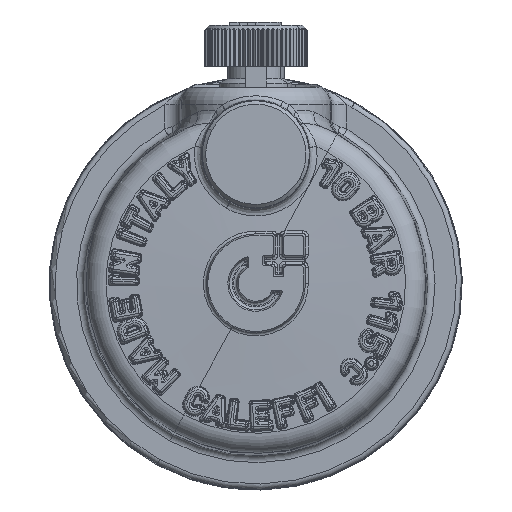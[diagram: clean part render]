
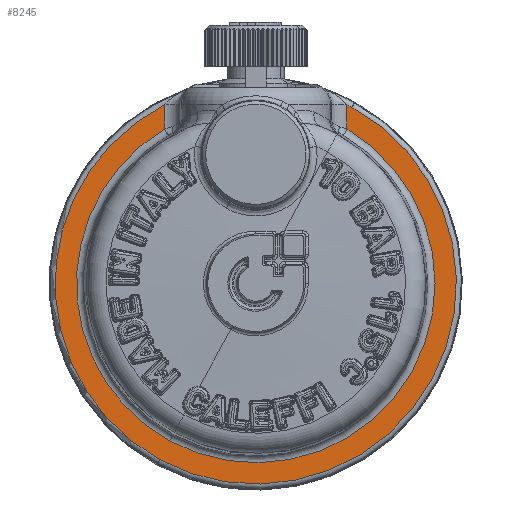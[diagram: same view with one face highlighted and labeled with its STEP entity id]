
A CAD part, front view. The second image highlights one B-rep face of the part: STEP entity #8245.
In plain terms, the highlighted planar face has unit normal (0, -1, 0).
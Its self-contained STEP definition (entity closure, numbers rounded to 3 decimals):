
#7222=CARTESIAN_POINT('Vertex',(-9.308,-0.5,-17.038)) ;
#7225=CARTESIAN_POINT('Axis2P3D Location',(0.,-0.5,0.)) ;
#7229=CARTESIAN_POINT('Vertex',(-8.824,-0.5,17.294)) ;
#7254=CARTESIAN_POINT('Vertex',(9.308,-0.5,17.038)) ;
#7257=CARTESIAN_POINT('Axis2P3D Location',(0.,-0.5,0.)) ;
#7269=CARTESIAN_POINT('Axis2P3D Location',(0.,-0.5,0.)) ;
#7273=CARTESIAN_POINT('Vertex',(8.824,-0.5,17.294)) ;
#8205=CARTESIAN_POINT('Axis2P3D Location',(0.,-0.5,-19.906)) ;
#8210=CARTESIAN_POINT('Line Origine',(8.824,-0.5,16.115)) ;
#8214=CARTESIAN_POINT('Vertex',(8.824,-0.5,14.936)) ;
#8217=CARTESIAN_POINT('Axis2P3D Location',(0.,-0.5,0.)) ;
#8221=CARTESIAN_POINT('Vertex',(-8.317,-0.5,-15.224)) ;
#8224=CARTESIAN_POINT('Axis2P3D Location',(0.,-0.5,0.)) ;
#8228=CARTESIAN_POINT('Vertex',(-8.824,-0.5,14.936)) ;
#8231=CARTESIAN_POINT('Line Origine',(-8.824,-0.5,16.115)) ;
#7226=DIRECTION('Axis2P3D Direction',(0.,1.,0.)) ;
#7258=DIRECTION('Axis2P3D Direction',(0.,1.,0.)) ;
#7270=DIRECTION('Axis2P3D Direction',(0.,1.,0.)) ;
#8206=DIRECTION('Axis2P3D Direction',(-0.,1.,0.)) ;
#8207=DIRECTION('Axis2P3D XDirection',(1.,0.,0.)) ;
#8211=DIRECTION('Vector Direction',(0.,0.,1.)) ;
#8218=DIRECTION('Axis2P3D Direction',(-0.,1.,0.)) ;
#8225=DIRECTION('Axis2P3D Direction',(-0.,1.,0.)) ;
#8232=DIRECTION('Vector Direction',(0.,0.,1.)) ;
#7227=AXIS2_PLACEMENT_3D('Circle Axis2P3D',#7225,#7226,$) ;
#7259=AXIS2_PLACEMENT_3D('Circle Axis2P3D',#7257,#7258,$) ;
#7271=AXIS2_PLACEMENT_3D('Circle Axis2P3D',#7269,#7270,$) ;
#8208=AXIS2_PLACEMENT_3D('Plane Axis2P3D',#8205,#8206,#8207) ;
#8219=AXIS2_PLACEMENT_3D('Circle Axis2P3D',#8217,#8218,$) ;
#8226=AXIS2_PLACEMENT_3D('Circle Axis2P3D',#8224,#8225,$) ;
#8237=ORIENTED_EDGE('',*,*,#7231,.F.) ;
#8238=ORIENTED_EDGE('',*,*,#7261,.F.) ;
#8239=ORIENTED_EDGE('',*,*,#7275,.F.) ;
#8240=ORIENTED_EDGE('',*,*,#8216,.F.) ;
#8241=ORIENTED_EDGE('',*,*,#8223,.F.) ;
#8242=ORIENTED_EDGE('',*,*,#8230,.F.) ;
#8243=ORIENTED_EDGE('',*,*,#8235,.F.) ;
#8212=VECTOR('Line Direction',#8211,1.) ;
#8233=VECTOR('Line Direction',#8232,1.) ;
#8245=ADVANCED_FACE('PartBody',(#8244),#8209,.F.) ;
#7228=CIRCLE('generated circle',#7227,19.415) ;
#7260=CIRCLE('generated circle',#7259,19.415) ;
#7272=CIRCLE('generated circle',#7271,19.415) ;
#8220=CIRCLE('generated circle',#8219,17.348) ;
#8227=CIRCLE('generated circle',#8226,17.348) ;
#7231=EDGE_CURVE('',#7223,#7230,#7228,.T.) ;
#7261=EDGE_CURVE('',#7255,#7223,#7260,.T.) ;
#7275=EDGE_CURVE('',#7274,#7255,#7272,.T.) ;
#8216=EDGE_CURVE('',#8215,#7274,#8213,.T.) ;
#8223=EDGE_CURVE('',#8222,#8215,#8220,.F.) ;
#8230=EDGE_CURVE('',#8229,#8222,#8227,.F.) ;
#8235=EDGE_CURVE('',#7230,#8229,#8234,.F.) ;
#8236=EDGE_LOOP('',(#8237,#8238,#8239,#8240,#8241,#8242,#8243)) ;
#8244=FACE_OUTER_BOUND('',#8236,.T.) ;
#8213=LINE('Line',#8210,#8212) ;
#8234=LINE('Line',#8231,#8233) ;
#8209=PLANE('',#8208) ;
#7223=VERTEX_POINT('',#7222) ;
#7230=VERTEX_POINT('',#7229) ;
#7255=VERTEX_POINT('',#7254) ;
#7274=VERTEX_POINT('',#7273) ;
#8215=VERTEX_POINT('',#8214) ;
#8222=VERTEX_POINT('',#8221) ;
#8229=VERTEX_POINT('',#8228) ;
